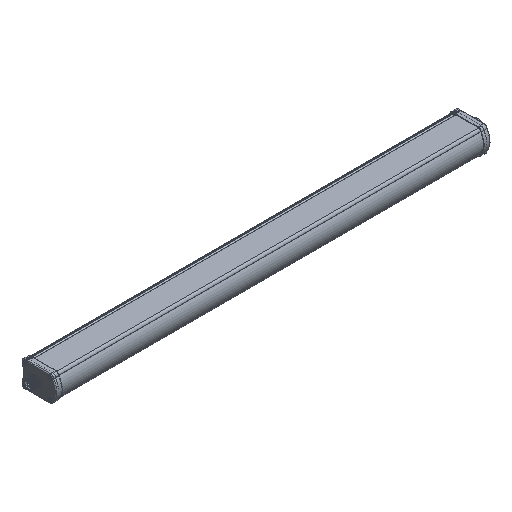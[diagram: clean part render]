
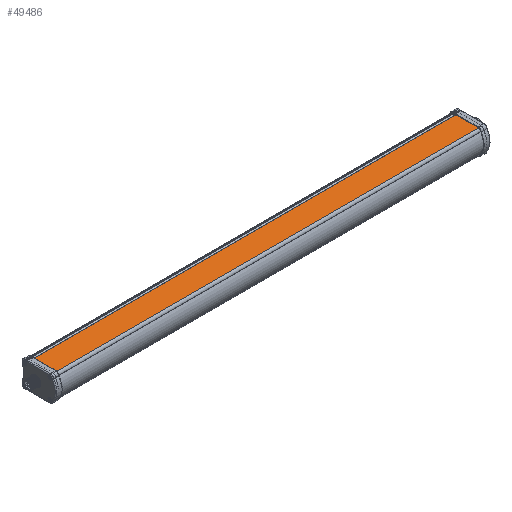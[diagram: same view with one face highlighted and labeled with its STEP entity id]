
A CAD part, isometric view. The second image highlights one B-rep face of the part: STEP entity #49486.
In plain terms, the highlighted planar face has unit normal (0, 0, 1).
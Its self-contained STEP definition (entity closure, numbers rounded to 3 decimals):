
#17443=DIRECTION('',(0.,-1.,0.));
#17444=VECTOR('',#17443,29.273);
#17445=CARTESIAN_POINT('',(289.,-6.581,16.));
#17446=LINE('',#17445,#17444);
#17629=DIRECTION('',(0.,-1.,0.));
#17630=VECTOR('',#17629,1.146);
#17631=CARTESIAN_POINT('',(289.,-35.854,16.));
#17632=LINE('',#17631,#17630);
#17633=DIRECTION('',(1.,0.,0.));
#17634=VECTOR('',#17633,578.);
#17635=CARTESIAN_POINT('',(-289.,-37.,16.));
#17636=LINE('',#17635,#17634);
#17637=DIRECTION('',(0.,-1.,0.));
#17638=VECTOR('',#17637,1.146);
#17639=CARTESIAN_POINT('',(-289.,-35.854,16.));
#17640=LINE('',#17639,#17638);
#17641=DIRECTION('',(-1.,0.,0.));
#17642=VECTOR('',#17641,578.);
#17643=CARTESIAN_POINT('',(289.,-6.581,16.));
#17644=LINE('',#17643,#17642);
#36975=DIRECTION('',(0.,-1.,0.));
#36976=VECTOR('',#36975,29.273);
#36977=CARTESIAN_POINT('',(-289.,-6.581,16.));
#36978=LINE('',#36977,#36976);
#37509=CARTESIAN_POINT('',(-289.,-6.581,16.));
#37511=VERTEX_POINT('',#37509);
#37515=CARTESIAN_POINT('',(289.,-6.581,16.));
#37516=VERTEX_POINT('',#37515);
#37971=CARTESIAN_POINT('',(-289.,-35.854,16.));
#37973=VERTEX_POINT('',#37971);
#37997=CARTESIAN_POINT('',(-289.,-37.,16.));
#37998=VERTEX_POINT('',#37997);
#39007=CARTESIAN_POINT('',(289.,-35.854,16.));
#39009=VERTEX_POINT('',#39007);
#39037=CARTESIAN_POINT('',(289.,-37.,16.));
#39038=VERTEX_POINT('',#39037);
#49469=CARTESIAN_POINT('',(-289.,-6.414,16.));
#49470=DIRECTION('',(0.,0.,1.));
#49471=DIRECTION('',(0.,-1.,0.));
#49472=AXIS2_PLACEMENT_3D('',#49469,#49470,#49471);
#49473=PLANE('',#49472);
#49474=ORIENTED_EDGE('',*,*,#49446,.T.);
#49476=ORIENTED_EDGE('',*,*,#49475,.F.);
#49478=ORIENTED_EDGE('',*,*,#49477,.F.);
#49480=ORIENTED_EDGE('',*,*,#49479,.F.);
#49482=ORIENTED_EDGE('',*,*,#49481,.F.);
#49483=ORIENTED_EDGE('',*,*,#49265,.T.);
#49484=EDGE_LOOP('',(#49474,#49476,#49478,#49480,#49482,#49483));
#49485=FACE_OUTER_BOUND('',#49484,.F.);
#49486=ADVANCED_FACE('',(#49485),#49473,.T.);
#49265=EDGE_CURVE('',#37516,#39009,#17446,.T.);
#49446=EDGE_CURVE('',#39009,#39038,#17632,.T.);
#49475=EDGE_CURVE('',#37998,#39038,#17636,.T.);
#49477=EDGE_CURVE('',#37973,#37998,#17640,.T.);
#49479=EDGE_CURVE('',#37511,#37973,#36978,.T.);
#49481=EDGE_CURVE('',#37516,#37511,#17644,.T.);
